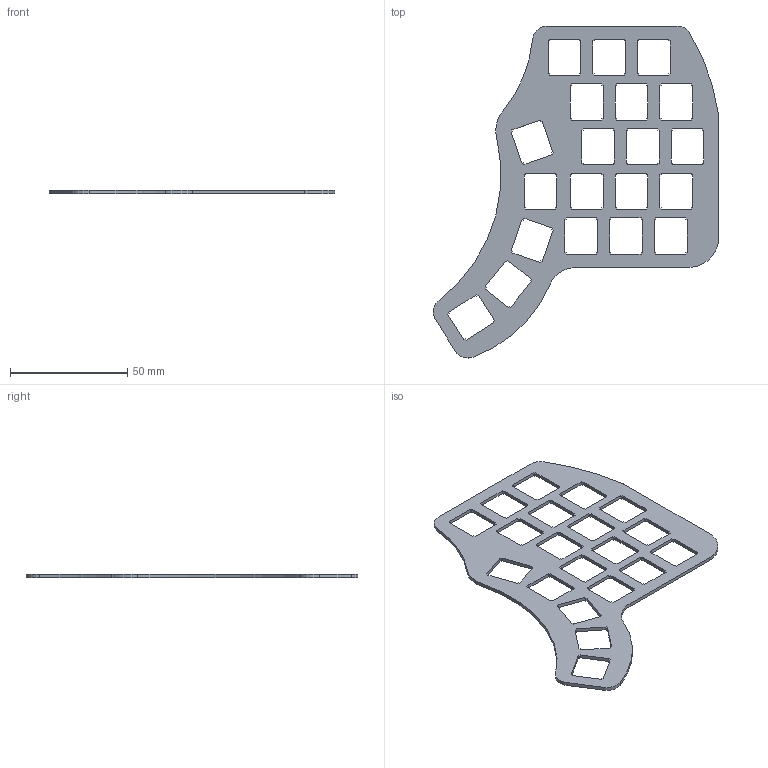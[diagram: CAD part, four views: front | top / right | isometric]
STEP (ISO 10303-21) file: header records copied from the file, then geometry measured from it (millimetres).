
FILE_DESCRIPTION(/* description */ (''),/* implementation_level */ '2;1');
FILE_NAME(/* name */ 'Switch Plate.stp',/* time_stamp */ '2016-04-22T20:37:23-07:00',/* author */ ('Josh'),/* organization */ (''),/* preprocessor_version */ 'ST-DEVELOPER v15.6',/* originating_system */ 'Autodesk Inventor 2015',/* authorisation */ '');
FILE_SCHEMA (('AUTOMOTIVE_DESIGN { 1 0 10303 214 3 1 1 }'));
Length unit declared in the file: inch
Products named in the file (1): 20keyboard
Bounding box: 121.72 x 141.56 x 1.47 mm (x, y, z)
Volume: 9026.1 mm3; surface area: 14655.4 mm2
Topology: 1 solids, 1 shells, 258 faces, 787 edges, 544 vertices
Faces by surface type: plane 246, cylinder 12
Entity records: 8733 total; most frequent: CARTESIAN_POINT 1584, ORIENTED_EDGE 1536, DIRECTION 1342, EDGE_CURVE 768, LINE 750, VECTOR 750, VERTEX_POINT 512, EDGE_LOOP 298
